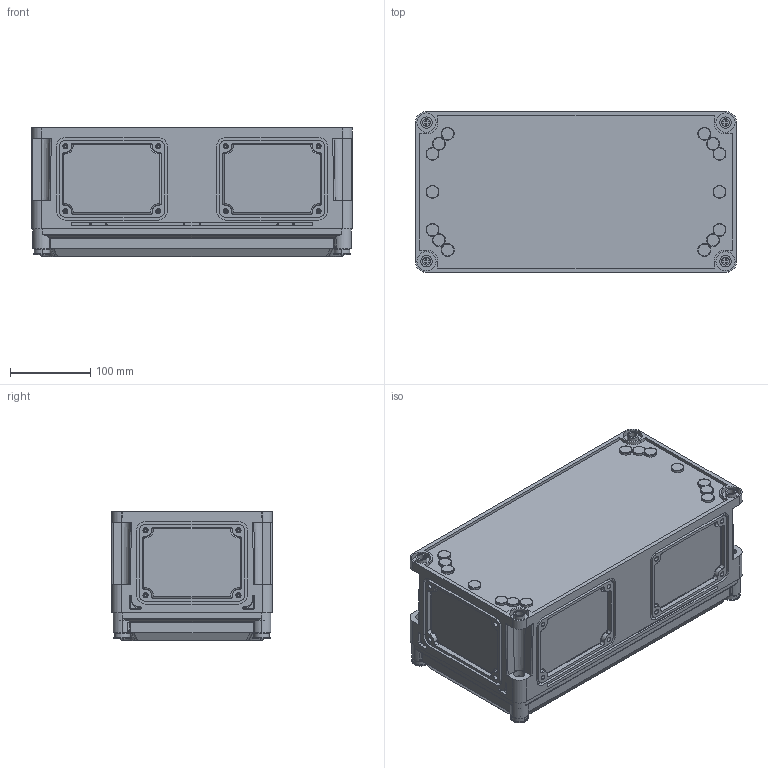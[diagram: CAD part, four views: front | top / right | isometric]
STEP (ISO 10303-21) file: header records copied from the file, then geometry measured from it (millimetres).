
FILE_DESCRIPTION (( 'STEP AP203' ), '1' );
FILE_NAME ('542310.STEP', '2015-02-20T14:22:09', ( '' ), ( '' ), 'SwSTEP 2.0', 'SolidWorks 2014', '' );
FILE_SCHEMA (( 'CONFIG_CONTROL_DESIGN' ));
Length unit declared in the file: millimetre
Products named in the file (6): 542210 ��������� 400�200_�� 㬮�砭��; êðûøêà RAM box H35 300 è 400_Šàëèª  400å200å35; Ïðîêëàäêà 300,400_400å200; ���� ��������� ������� ������_�� 㬮�砭��; �������� ��������� ��� ����  ��� ������ 500004_�� 㬮�砭��; 542310
Assembly tree (11 placements, depth 2):
  542310
    542210 ��������� 400�200_�� 㬮�砭��
    êðûøêà RAM box H35 300 è 400_Šàëèª  400å200å35
    Ïðîêëàäêà 300,400_400å200
    ���� ��������� ������� ������_�� 㬮�砭��  x4
    �������� ��������� ��� ����  ��� ������ 500004_�� 㬮�砭��  x4
Bounding box: 400 x 200 x 162 mm (x, y, z)
Volume: 1295324.9 mm3; surface area: 805468.6 mm2
Topology: 11 solids, 11 shells, 2033 faces, 5209 edges, 3374 vertices
Faces by surface type: plane 911, cylinder 708, cone 164, torus 140, bspline 98, sphere 12
Entity records: 57722 total; most frequent: CARTESIAN_POINT 13932, DIRECTION 9202, ORIENTED_EDGE 8914, EDGE_CURVE 4457, AXIS2_PLACEMENT_3D 3391, VERTEX_POINT 2902, LINE 2420, VECTOR 2420
